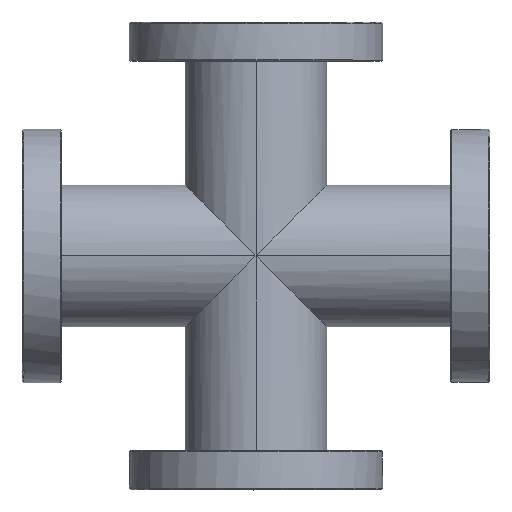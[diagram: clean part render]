
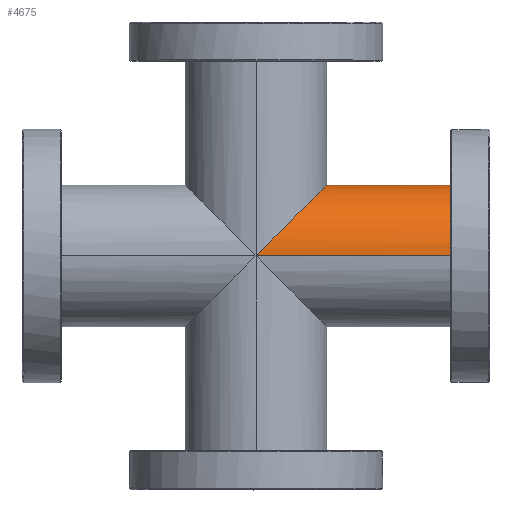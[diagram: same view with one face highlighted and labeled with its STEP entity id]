
A CAD part, top view. The second image highlights one B-rep face of the part: STEP entity #4675.
In plain terms, the highlighted cylindrical face has radius 31.75 mm (diameter 63.5 mm), a partial arc.
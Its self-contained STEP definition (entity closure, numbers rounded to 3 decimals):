
#619 = CARTESIAN_POINT ( 'NONE',  ( 95.3, 0., 0. ) ) ;
#623 = DIRECTION ( 'NONE',  ( 0., 0., 1. ) ) ;
#624 = DIRECTION ( 'NONE',  ( -1., 0., 0. ) ) ;
#936 = FACE_OUTER_BOUND ( 'NONE', #1899, .T. ) ;
#941 = CYLINDRICAL_SURFACE ( 'NONE', #3856, 31.75 ) ;
#1317 = EDGE_CURVE ( 'NONE', #4871, #4872, #2700, .T. ) ;
#1318 = EDGE_CURVE ( 'NONE', #4871, #4875, #2703, .T. ) ;
#1319 = EDGE_CURVE ( 'NONE', #4875, #4876, #2650, .T. ) ;
#1320 = EDGE_CURVE ( 'NONE', #4872, #4876, #2706, .T. ) ;
#1899 = EDGE_LOOP ( 'NONE', ( #5341, #5342, #5343, #5344 ) ) ;
#2650 =( BOUNDED_CURVE ( )  B_SPLINE_CURVE ( 3, ( #5489, #5488, #5482, #5490 ),
 .UNSPECIFIED., .F., .F. ) 
 B_SPLINE_CURVE_WITH_KNOTS ( ( 4, 4 ),
 ( 1.571, 4.712 ),
 .UNSPECIFIED. ) 
 CURVE ( )  GEOMETRIC_REPRESENTATION_ITEM ( )  RATIONAL_B_SPLINE_CURVE ( ( 1., 0.333, 0.333, 1. ) ) 
 REPRESENTATION_ITEM ( '' )  );
#2700 = CIRCLE ( 'NONE', #3249, 31.75 ) ;
#2703 = LINE ( 'NONE', #5484, #2707 ) ;
#2705 = VECTOR ( 'NONE', #5493, 1000. ) ;
#2706 = LINE ( 'NONE', #5491, #2705 ) ;
#2707 = VECTOR ( 'NONE', #5480, 1000. ) ;
#3249 = AXIS2_PLACEMENT_3D ( 'NONE', #5485, #5486, #5487 ) ;
#3856 = AXIS2_PLACEMENT_3D ( 'NONE', #619, #624, #623 ) ;
#4439 = CARTESIAN_POINT ( 'NONE',  ( 95.3, 0., -31.75 ) ) ;
#4440 = CARTESIAN_POINT ( 'NONE',  ( 95.3, 0., 31.75 ) ) ;
#4443 = CARTESIAN_POINT ( 'NONE',  ( 0., 0., -31.75 ) ) ;
#4444 = CARTESIAN_POINT ( 'NONE',  ( 0., 0., 31.75 ) ) ;
#4675 = ADVANCED_FACE ( 'NONE', ( #936 ), #941, .T. ) ;
#4871 = VERTEX_POINT ( 'NONE', #4439 ) ;
#4872 = VERTEX_POINT ( 'NONE', #4440 ) ;
#4875 = VERTEX_POINT ( 'NONE', #4443 ) ;
#4876 = VERTEX_POINT ( 'NONE', #4444 ) ;
#5341 = ORIENTED_EDGE ( 'NONE', *, *, #1317, .F. ) ;
#5342 = ORIENTED_EDGE ( 'NONE', *, *, #1318, .T. ) ;
#5343 = ORIENTED_EDGE ( 'NONE', *, *, #1319, .T. ) ;
#5344 = ORIENTED_EDGE ( 'NONE', *, *, #1320, .F. ) ;
#5480 = DIRECTION ( 'NONE',  ( -1., 0., 0. ) ) ;
#5482 = CARTESIAN_POINT ( 'NONE',  ( 63.5, 63.5, 31.75 ) ) ;
#5484 = CARTESIAN_POINT ( 'NONE',  ( 95.3, 0., -31.75 ) ) ;
#5485 = CARTESIAN_POINT ( 'NONE',  ( 95.3, 0., 0. ) ) ;
#5486 = DIRECTION ( 'NONE',  ( 1., 0., 0. ) ) ;
#5487 = DIRECTION ( 'NONE',  ( 0., 0., -1. ) ) ;
#5488 = CARTESIAN_POINT ( 'NONE',  ( 63.5, 63.5, -31.75 ) ) ;
#5489 = CARTESIAN_POINT ( 'NONE',  ( 0., 0., -31.75 ) ) ;
#5490 = CARTESIAN_POINT ( 'NONE',  ( 0., 0., 31.75 ) ) ;
#5491 = CARTESIAN_POINT ( 'NONE',  ( 95.3, 0., 31.75 ) ) ;
#5493 = DIRECTION ( 'NONE',  ( -1., 0., 0. ) ) ;
